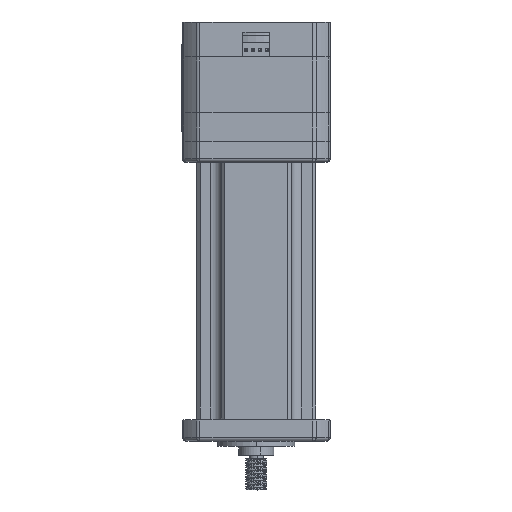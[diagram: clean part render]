
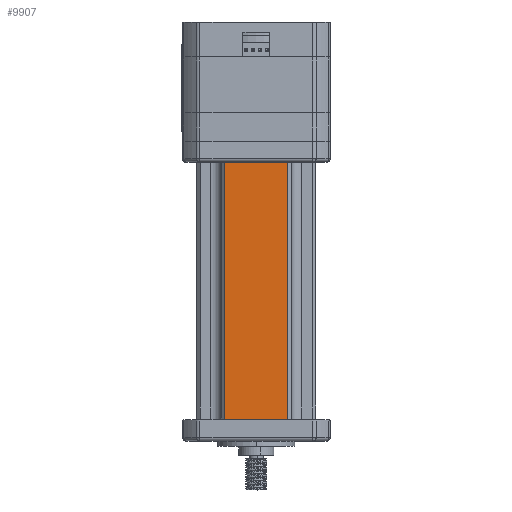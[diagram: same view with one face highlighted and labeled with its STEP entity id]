
A CAD part, top view. The second image highlights one B-rep face of the part: STEP entity #9907.
In plain terms, the highlighted face is planar.
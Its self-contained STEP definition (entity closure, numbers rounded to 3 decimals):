
#868 = VECTOR ( 'NONE', #12501, 1000. ) ;
#1017 = CARTESIAN_POINT ( 'NONE',  ( 9., -17., 17.85 ) ) ;
#1039 = DIRECTION ( 'NONE',  ( 1., 0., 0. ) ) ;
#2414 = LINE ( 'NONE', #13421, #15771 ) ;
#2453 = VERTEX_POINT ( 'NONE', #17284 ) ;
#3807 = LINE ( 'NONE', #21268, #868 ) ;
#4290 = DIRECTION ( 'NONE',  ( 1., 0., 0. ) ) ;
#4313 = ORIENTED_EDGE ( 'NONE', *, *, #5530, .T. ) ;
#4430 = FACE_OUTER_BOUND ( 'NONE', #6310, .T. ) ;
#5436 = EDGE_CURVE ( 'NONE', #2453, #8676, #3807, .T. ) ;
#5530 = EDGE_CURVE ( 'NONE', #22425, #2453, #13177, .T. ) ;
#5578 = ORIENTED_EDGE ( 'NONE', *, *, #5436, .T. ) ;
#6310 = EDGE_LOOP ( 'NONE', ( #5578, #13895, #17945, #4313 ) ) ;
#6755 = VECTOR ( 'NONE', #22223, 1000. ) ;
#8676 = VERTEX_POINT ( 'NONE', #10491 ) ;
#9907 = ADVANCED_FACE ( 'NONE', ( #4430 ), #9950, .F. ) ;
#9950 = PLANE ( 'NONE',  #14493 ) ;
#10491 = CARTESIAN_POINT ( 'NONE',  ( 9., -17., -55.95 ) ) ;
#11693 = VECTOR ( 'NONE', #21969, 1000. ) ;
#11814 = DIRECTION ( 'NONE',  ( 0., 1., 0. ) ) ;
#11910 = LINE ( 'NONE', #1017, #6755 ) ;
#12501 = DIRECTION ( 'NONE',  ( 1., 0., 0. ) ) ;
#13177 = LINE ( 'NONE', #20203, #11693 ) ;
#13421 = CARTESIAN_POINT ( 'NONE',  ( -9., -17., 17.85 ) ) ;
#13895 = ORIENTED_EDGE ( 'NONE', *, *, #19077, .F. ) ;
#14493 = AXIS2_PLACEMENT_3D ( 'NONE', #17091, #11814, #1039 ) ;
#15771 = VECTOR ( 'NONE', #4290, 1000. ) ;
#17091 = CARTESIAN_POINT ( 'NONE',  ( -9., -17., 17.85 ) ) ;
#17284 = CARTESIAN_POINT ( 'NONE',  ( -9., -17., -55.95 ) ) ;
#17786 = CARTESIAN_POINT ( 'NONE',  ( -9., -17., 17.85 ) ) ;
#17945 = ORIENTED_EDGE ( 'NONE', *, *, #22630, .F. ) ;
#19077 = EDGE_CURVE ( 'NONE', #21761, #8676, #11910, .T. ) ;
#20203 = CARTESIAN_POINT ( 'NONE',  ( -9., -17., 17.85 ) ) ;
#21268 = CARTESIAN_POINT ( 'NONE',  ( -9., -17., -55.95 ) ) ;
#21494 = CARTESIAN_POINT ( 'NONE',  ( 9., -17., 17.85 ) ) ;
#21761 = VERTEX_POINT ( 'NONE', #21494 ) ;
#21969 = DIRECTION ( 'NONE',  ( 0., 0., -1. ) ) ;
#22223 = DIRECTION ( 'NONE',  ( 0., 0., -1. ) ) ;
#22425 = VERTEX_POINT ( 'NONE', #17786 ) ;
#22630 = EDGE_CURVE ( 'NONE', #22425, #21761, #2414, .T. ) ;
